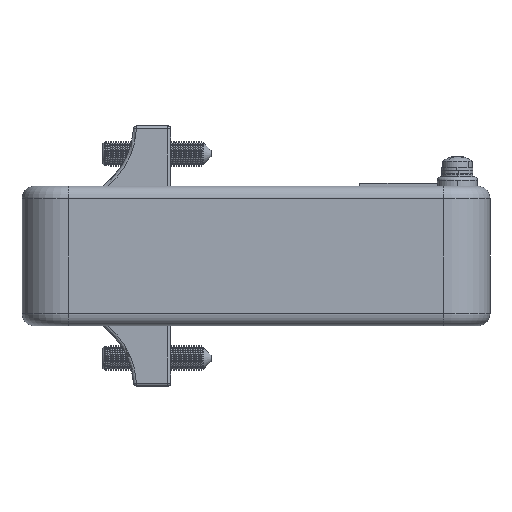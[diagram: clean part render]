
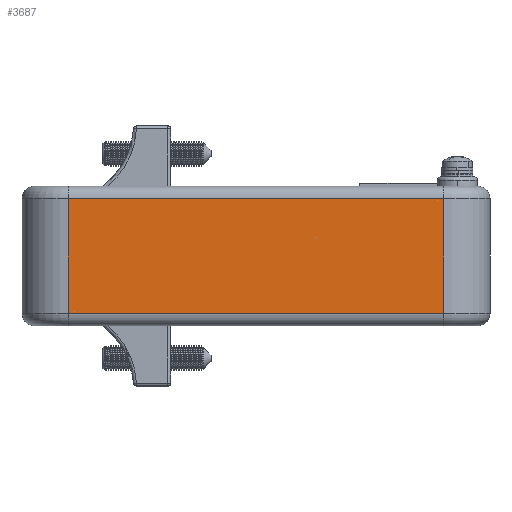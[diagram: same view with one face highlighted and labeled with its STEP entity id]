
A CAD part, left-side view. The second image highlights one B-rep face of the part: STEP entity #3687.
In plain terms, the highlighted planar face has unit normal (-1, 0, 0).
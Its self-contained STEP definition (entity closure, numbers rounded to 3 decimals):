
#2515 = CARTESIAN_POINT ( 'NONE',  ( 0., -15., 41. ) ) ;
#3687 = ADVANCED_FACE ( 'NONE', ( #4726 ), #31439, .F. ) ;
#4377 = CARTESIAN_POINT ( 'NONE',  ( 0., -15., 4. ) ) ;
#4410 = CARTESIAN_POINT ( 'NONE',  ( 0., -15., 45. ) ) ;
#4726 = FACE_OUTER_BOUND ( 'NONE', #28812, .T. ) ;
#5156 = CARTESIAN_POINT ( 'NONE',  ( 0., -15., 45. ) ) ;
#5316 = DIRECTION ( 'NONE',  ( 0., 0., -1. ) ) ;
#6617 = ORIENTED_EDGE ( 'NONE', *, *, #26385, .T. ) ;
#7408 = ORIENTED_EDGE ( 'NONE', *, *, #25345, .T. ) ;
#8103 = VECTOR ( 'NONE', #14131, 1000. ) ;
#9715 = LINE ( 'NONE', #2515, #14276 ) ;
#13157 = VECTOR ( 'NONE', #17143, 1000. ) ;
#14131 = DIRECTION ( 'NONE',  ( 0., -1., 0. ) ) ;
#14276 = VECTOR ( 'NONE', #22037, 1000. ) ;
#15185 = ORIENTED_EDGE ( 'NONE', *, *, #24294, .T. ) ;
#15344 = CARTESIAN_POINT ( 'NONE',  ( 0., -136., 41. ) ) ;
#16697 = AXIS2_PLACEMENT_3D ( 'NONE', #4410, #19278, #28730 ) ;
#17143 = DIRECTION ( 'NONE',  ( 0., 0., -1. ) ) ;
#17220 = VERTEX_POINT ( 'NONE', #30848 ) ;
#17535 = VERTEX_POINT ( 'NONE', #29549 ) ;
#17816 = EDGE_CURVE ( 'NONE', #27316, #17535, #31566, .T. ) ;
#19278 = DIRECTION ( 'NONE',  ( 1., 0., 0. ) ) ;
#22037 = DIRECTION ( 'NONE',  ( 0., 1., 0. ) ) ;
#22108 = LINE ( 'NONE', #5156, #13157 ) ;
#24294 = EDGE_CURVE ( 'NONE', #17220, #30257, #22108, .T. ) ;
#25345 = EDGE_CURVE ( 'NONE', #30257, #17535, #28530, .T. ) ;
#25590 = CARTESIAN_POINT ( 'NONE',  ( 0., -15., 4. ) ) ;
#26180 = VECTOR ( 'NONE', #5316, 1000. ) ;
#26385 = EDGE_CURVE ( 'NONE', #27316, #17220, #9715, .T. ) ;
#27239 = CARTESIAN_POINT ( 'NONE',  ( 0., -136., 45. ) ) ;
#27316 = VERTEX_POINT ( 'NONE', #15344 ) ;
#28530 = LINE ( 'NONE', #4377, #8103 ) ;
#28730 = DIRECTION ( 'NONE',  ( 0., 1., 0. ) ) ;
#28812 = EDGE_LOOP ( 'NONE', ( #15185, #7408, #29523, #6617 ) ) ;
#29523 = ORIENTED_EDGE ( 'NONE', *, *, #17816, .F. ) ;
#29549 = CARTESIAN_POINT ( 'NONE',  ( 0., -136., 4. ) ) ;
#30257 = VERTEX_POINT ( 'NONE', #25590 ) ;
#30848 = CARTESIAN_POINT ( 'NONE',  ( 0., -15., 41. ) ) ;
#31439 = PLANE ( 'NONE',  #16697 ) ;
#31566 = LINE ( 'NONE', #27239, #26180 ) ;
